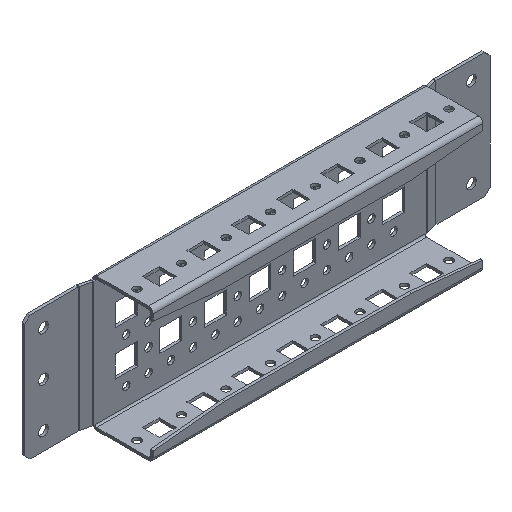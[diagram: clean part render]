
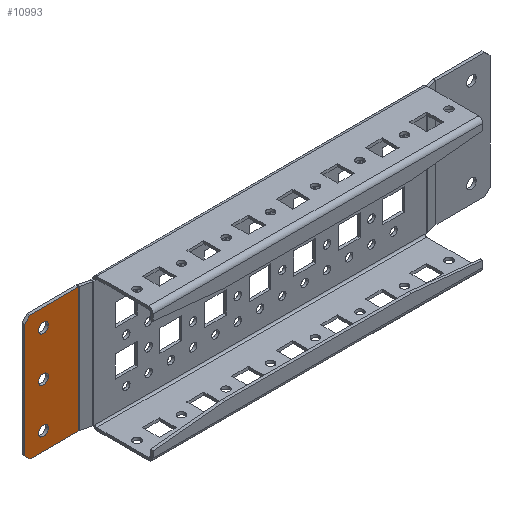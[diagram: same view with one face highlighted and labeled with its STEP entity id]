
A CAD part, isometric view. The second image highlights one B-rep face of the part: STEP entity #10993.
In plain terms, the highlighted planar face has unit normal (0, -1, 0).
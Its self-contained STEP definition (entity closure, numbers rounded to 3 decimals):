
#3 = CARTESIAN_POINT ( 'NONE',  ( -130.5, 0., 32. ) ) ;
#75 = CARTESIAN_POINT ( 'NONE',  ( -120., 0., 25. ) ) ;
#521 = ORIENTED_EDGE ( 'NONE', *, *, #2270, .T. ) ;
#560 = VERTEX_POINT ( 'NONE', #9655 ) ;
#597 = VERTEX_POINT ( 'NONE', #5206 ) ;
#762 = DIRECTION ( 'NONE',  ( 0., -1., 0. ) ) ;
#792 = ORIENTED_EDGE ( 'NONE', *, *, #3892, .F. ) ;
#889 = DIRECTION ( 'NONE',  ( 1., 0., 0. ) ) ;
#902 = FACE_OUTER_BOUND ( 'NONE', #1563, .T. ) ;
#930 = ORIENTED_EDGE ( 'NONE', *, *, #9720, .F. ) ;
#979 = DIRECTION ( 'NONE',  ( 0., 0., 1. ) ) ;
#1000 = CARTESIAN_POINT ( 'NONE',  ( -130.359, 0., 35. ) ) ;
#1096 = VERTEX_POINT ( 'NONE', #10812 ) ;
#1181 = CARTESIAN_POINT ( 'NONE',  ( -120., 0., -25. ) ) ;
#1325 = VERTEX_POINT ( 'NONE', #4347 ) ;
#1385 = CARTESIAN_POINT ( 'NONE',  ( -122.75, 0., 25. ) ) ;
#1428 = EDGE_LOOP ( 'NONE', ( #8281, #930 ) ) ;
#1450 = VERTEX_POINT ( 'NONE', #6648 ) ;
#1501 = VECTOR ( 'NONE', #7403, 1000. ) ;
#1563 = EDGE_LOOP ( 'NONE', ( #6647, #5303, #1650, #521, #9646, #7261 ) ) ;
#1650 = ORIENTED_EDGE ( 'NONE', *, *, #1748, .F. ) ;
#1748 = EDGE_CURVE ( 'NONE', #1096, #597, #2772, .T. ) ;
#1964 = DIRECTION ( 'NONE',  ( -1., 0., 0. ) ) ;
#2089 = CARTESIAN_POINT ( 'NONE',  ( -127.5, 0., -35. ) ) ;
#2270 = EDGE_CURVE ( 'NONE', #1096, #9965, #9378, .T. ) ;
#2298 = CIRCLE ( 'NONE', #8762, 2.75 ) ;
#2426 = CIRCLE ( 'NONE', #9433, 2.75 ) ;
#2607 = EDGE_CURVE ( 'NONE', #1450, #7268, #9997, .T. ) ;
#2667 = EDGE_LOOP ( 'NONE', ( #792, #3539 ) ) ;
#2772 = LINE ( 'NONE', #1000, #5732 ) ;
#2799 = DIRECTION ( 'NONE',  ( -1., 0., 0. ) ) ;
#3002 = VECTOR ( 'NONE', #6230, 1000. ) ;
#3191 = CARTESIAN_POINT ( 'NONE',  ( -120., 0., -25. ) ) ;
#3539 = ORIENTED_EDGE ( 'NONE', *, *, #9596, .F. ) ;
#3665 = EDGE_CURVE ( 'NONE', #9965, #1450, #4169, .T. ) ;
#3767 = DIRECTION ( 'NONE',  ( 0., 1., 0. ) ) ;
#3814 = DIRECTION ( 'NONE',  ( -1., 0., 0. ) ) ;
#3842 = CARTESIAN_POINT ( 'NONE',  ( -127.5, 0., -35. ) ) ;
#3892 = EDGE_CURVE ( 'NONE', #9830, #9206, #2426, .T. ) ;
#4169 = LINE ( 'NONE', #10346, #6121 ) ;
#4227 = DIRECTION ( 'NONE',  ( 0., -1., 0. ) ) ;
#4326 = CIRCLE ( 'NONE', #9494, 2.75 ) ;
#4328 = DIRECTION ( 'NONE',  ( -1., 0., 0. ) ) ;
#4347 = CARTESIAN_POINT ( 'NONE',  ( -122.75, 0., -25. ) ) ;
#4462 = FACE_BOUND ( 'NONE', #6285, .T. ) ;
#4574 = CARTESIAN_POINT ( 'NONE',  ( -117.25, 0., 0. ) ) ;
#4625 = FACE_BOUND ( 'NONE', #1428, .T. ) ;
#4690 = DIRECTION ( 'NONE',  ( -1., 0., 0. ) ) ;
#4904 = AXIS2_PLACEMENT_3D ( 'NONE', #3191, #4227, #4925 ) ;
#4925 = DIRECTION ( 'NONE',  ( -1., 0., 0. ) ) ;
#5206 = CARTESIAN_POINT ( 'NONE',  ( -100.204, 0., 35. ) ) ;
#5275 = VECTOR ( 'NONE', #979, 1000. ) ;
#5303 = ORIENTED_EDGE ( 'NONE', *, *, #8911, .T. ) ;
#5386 = FACE_BOUND ( 'NONE', #2667, .T. ) ;
#5395 = CARTESIAN_POINT ( 'NONE',  ( -120., 0., 0. ) ) ;
#5591 = DIRECTION ( 'NONE',  ( 0., -1., 0. ) ) ;
#5732 = VECTOR ( 'NONE', #889, 1000. ) ;
#5745 = AXIS2_PLACEMENT_3D ( 'NONE', #10737, #5591, #1964 ) ;
#5809 = VERTEX_POINT ( 'NONE', #9629 ) ;
#5923 = CARTESIAN_POINT ( 'NONE',  ( -117.25, 0., 25. ) ) ;
#5957 = CARTESIAN_POINT ( 'NONE',  ( -130.359, 0., -35. ) ) ;
#6108 = CIRCLE ( 'NONE', #11281, 2.75 ) ;
#6121 = VECTOR ( 'NONE', #8732, 1000. ) ;
#6230 = DIRECTION ( 'NONE',  ( 1., 0., 0. ) ) ;
#6285 = EDGE_LOOP ( 'NONE', ( #6580, #10653 ) ) ;
#6580 = ORIENTED_EDGE ( 'NONE', *, *, #7752, .F. ) ;
#6647 = ORIENTED_EDGE ( 'NONE', *, *, #11185, .T. ) ;
#6648 = CARTESIAN_POINT ( 'NONE',  ( -130.5, 0., -32. ) ) ;
#6781 = CARTESIAN_POINT ( 'NONE',  ( -127.5, 0., 35. ) ) ;
#7250 = AXIS2_PLACEMENT_3D ( 'NONE', #8155, #3767, #10645 ) ;
#7261 = ORIENTED_EDGE ( 'NONE', *, *, #2607, .T. ) ;
#7268 = VERTEX_POINT ( 'NONE', #3842 ) ;
#7403 = DIRECTION ( 'NONE',  ( 0.707, 0., -0.707 ) ) ;
#7752 = EDGE_CURVE ( 'NONE', #1325, #5809, #4326, .T. ) ;
#7778 = EDGE_CURVE ( 'NONE', #560, #11039, #2298, .T. ) ;
#8066 = VECTOR ( 'NONE', #11280, 1000. ) ;
#8155 = CARTESIAN_POINT ( 'NONE',  ( -92.359, 0., 35. ) ) ;
#8262 = DIRECTION ( 'NONE',  ( 0., -1., 0. ) ) ;
#8281 = ORIENTED_EDGE ( 'NONE', *, *, #7778, .F. ) ;
#8512 = CIRCLE ( 'NONE', #5745, 2.75 ) ;
#8618 = LINE ( 'NONE', #5957, #3002 ) ;
#8732 = DIRECTION ( 'NONE',  ( 0., 0., -1. ) ) ;
#8762 = AXIS2_PLACEMENT_3D ( 'NONE', #5395, #8927, #2799 ) ;
#8802 = EDGE_CURVE ( 'NONE', #5809, #1325, #10438, .T. ) ;
#8911 = EDGE_CURVE ( 'NONE', #11049, #597, #9049, .T. ) ;
#8915 = PLANE ( 'NONE',  #7250 ) ;
#8927 = DIRECTION ( 'NONE',  ( 0., -1., 0. ) ) ;
#9049 = LINE ( 'NONE', #9909, #5275 ) ;
#9206 = VERTEX_POINT ( 'NONE', #5923 ) ;
#9378 = LINE ( 'NONE', #6781, #8066 ) ;
#9433 = AXIS2_PLACEMENT_3D ( 'NONE', #9707, #8262, #3814 ) ;
#9494 = AXIS2_PLACEMENT_3D ( 'NONE', #1181, #10706, #4690 ) ;
#9596 = EDGE_CURVE ( 'NONE', #9206, #9830, #6108, .T. ) ;
#9629 = CARTESIAN_POINT ( 'NONE',  ( -117.25, 0., -25. ) ) ;
#9646 = ORIENTED_EDGE ( 'NONE', *, *, #3665, .T. ) ;
#9655 = CARTESIAN_POINT ( 'NONE',  ( -122.75, 0., 0. ) ) ;
#9707 = CARTESIAN_POINT ( 'NONE',  ( -120., 0., 25. ) ) ;
#9720 = EDGE_CURVE ( 'NONE', #11039, #560, #8512, .T. ) ;
#9830 = VERTEX_POINT ( 'NONE', #1385 ) ;
#9909 = CARTESIAN_POINT ( 'NONE',  ( -100.204, 0., 35. ) ) ;
#9965 = VERTEX_POINT ( 'NONE', #3 ) ;
#9997 = LINE ( 'NONE', #2089, #1501 ) ;
#10346 = CARTESIAN_POINT ( 'NONE',  ( -130.5, 0., 35. ) ) ;
#10438 = CIRCLE ( 'NONE', #4904, 2.75 ) ;
#10645 = DIRECTION ( 'NONE',  ( -1., 0., 0. ) ) ;
#10653 = ORIENTED_EDGE ( 'NONE', *, *, #8802, .F. ) ;
#10706 = DIRECTION ( 'NONE',  ( 0., -1., 0. ) ) ;
#10737 = CARTESIAN_POINT ( 'NONE',  ( -120., 0., 0. ) ) ;
#10812 = CARTESIAN_POINT ( 'NONE',  ( -127.5, 0., 35. ) ) ;
#10993 = ADVANCED_FACE ( 'NONE', ( #5386, #4462, #4625, #902 ), #8915, .F. ) ;
#11036 = CARTESIAN_POINT ( 'NONE',  ( -100.204, 0., -35. ) ) ;
#11039 = VERTEX_POINT ( 'NONE', #4574 ) ;
#11049 = VERTEX_POINT ( 'NONE', #11036 ) ;
#11185 = EDGE_CURVE ( 'NONE', #7268, #11049, #8618, .T. ) ;
#11280 = DIRECTION ( 'NONE',  ( -0.707, 0., -0.707 ) ) ;
#11281 = AXIS2_PLACEMENT_3D ( 'NONE', #75, #762, #4328 ) ;
